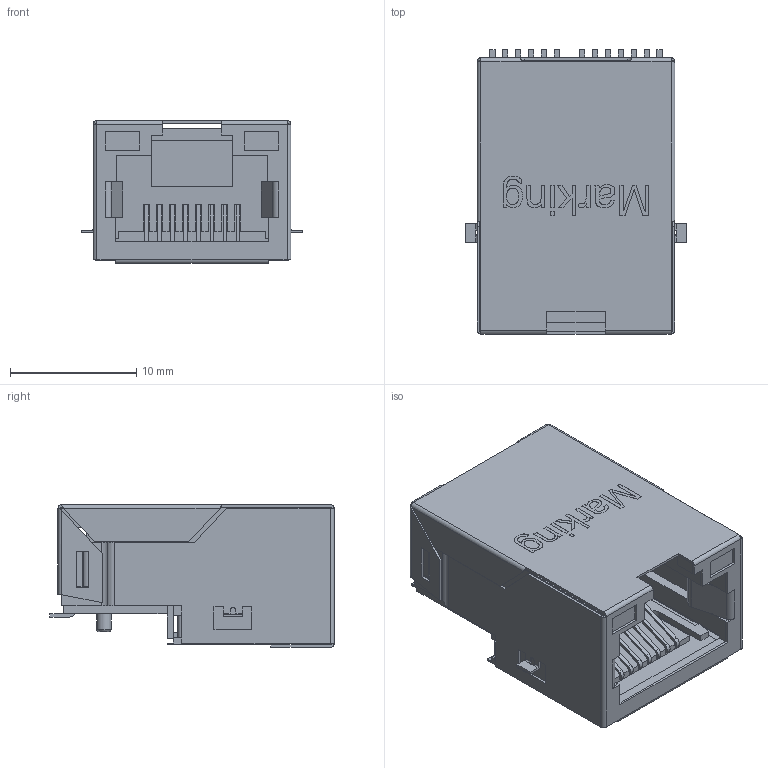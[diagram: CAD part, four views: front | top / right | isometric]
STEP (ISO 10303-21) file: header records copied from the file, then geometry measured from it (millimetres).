
FILE_DESCRIPTION(/* description */ ('Unknown'),/* implementation_level */ '2;1');
FILE_NAME(/* name */ '7498210220A',/* time_stamp */ '2016-02-09T09:11:42+01:00',/* author */ ('Unknown'),/* organization */ ('Unknown'),/* preprocessor_version */ 'ST-DEVELOPER v16.7',/* originating_system */ 'DEX',/* authorisation */ $);
FILE_SCHEMA (('AUTOMOTIVE_DESIGN {1 0 10303 214 3 1 1}'));
Length unit declared in the file: millimetre
Products named in the file (8): 7498210220A; Housing; Housing II.par; Housing II; Pins; Pins II; Shielding; LED
Assembly tree (8 placements, depth 3):
  7498210220A
    Housing
    Housing II.par
      Housing II
      Pins
      Pins II
    Shielding
    LED  x2
Bounding box: 17.55 x 22.48 x 11.3 mm (x, y, z)
Volume: 1425.4 mm3; surface area: 5794.4 mm2
Topology: 26 solids, 26 shells, 917 faces, 2570 edges, 1684 vertices
Faces by surface type: plane 701, cylinder 186, bspline 28, torus 2
Full cylindrical faces by diameter (mm): 1.15 x2
Entity records: 33039 total; most frequent: CARTESIAN_POINT 7004, ORIENTED_EDGE 5054, DIRECTION 4507, EDGE_CURVE 2527, LINE 2007, VECTOR 2007, VERTEX_POINT 1658, AXIS2_PLACEMENT_3D 1250
